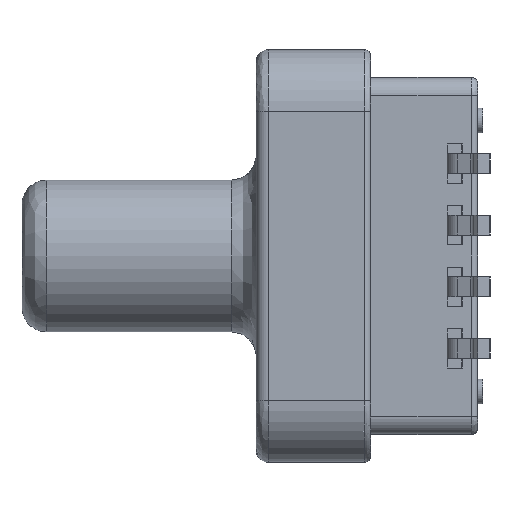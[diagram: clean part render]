
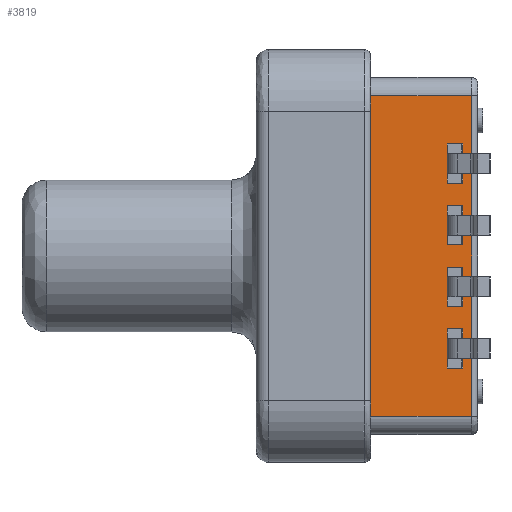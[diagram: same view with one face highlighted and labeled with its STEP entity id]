
A CAD part, left-side view. The second image highlights one B-rep face of the part: STEP entity #3819.
In plain terms, the highlighted planar face has unit normal (-1, 0, 0).
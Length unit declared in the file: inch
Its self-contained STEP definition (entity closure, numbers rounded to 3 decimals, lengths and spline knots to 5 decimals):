
#810 = FACE_OUTER_BOUND ( 'NONE', #6483, .T. ) ;
#836 = ORIENTED_EDGE ( 'NONE', *, *, #7202, .F. ) ;
#979 = DIRECTION ( 'NONE',  ( 0., 1., 0. ) ) ;
#1139 = LINE ( 'NONE', #4192, #7578 ) ;
#1251 = VECTOR ( 'NONE', #979, 39.37008 ) ;
#1479 = LINE ( 'NONE', #4483, #1251 ) ;
#1490 = CARTESIAN_POINT ( 'NONE',  ( -0.145, 0.097, 0. ) ) ;
#2233 = CARTESIAN_POINT ( 'NONE',  ( -0.145, 0.097, 0.13 ) ) ;
#2354 = DIRECTION ( 'NONE',  ( 0., 0., 1. ) ) ;
#2389 = DIRECTION ( 'NONE',  ( -1., 0., 0. ) ) ;
#3530 = CARTESIAN_POINT ( 'NONE',  ( -0.145, 0.015, -0.13 ) ) ;
#3740 = CARTESIAN_POINT ( 'NONE',  ( -0.145, 0.097, -0.13 ) ) ;
#3819 = ADVANCED_FACE ( 'NONE', ( #810 ), #7301, .T. ) ;
#4168 = DIRECTION ( 'NONE',  ( 0., 0., 1. ) ) ;
#4192 = CARTESIAN_POINT ( 'NONE',  ( -0.145, 0.015, -0.13 ) ) ;
#4275 = ORIENTED_EDGE ( 'NONE', *, *, #4620, .T. ) ;
#4295 = AXIS2_PLACEMENT_3D ( 'NONE', #6595, #2389, #2354 ) ;
#4300 = LINE ( 'NONE', #3740, #4616 ) ;
#4325 = ORIENTED_EDGE ( 'NONE', *, *, #5387, .T. ) ;
#4368 = DIRECTION ( 'NONE',  ( 0., 0., 1. ) ) ;
#4370 = VERTEX_POINT ( 'NONE', #5307 ) ;
#4419 = DIRECTION ( 'NONE',  ( 0., -1., 0. ) ) ;
#4483 = CARTESIAN_POINT ( 'NONE',  ( -0.145, 0.097, 0.13 ) ) ;
#4616 = VECTOR ( 'NONE', #4419, 39.37008 ) ;
#4620 = EDGE_CURVE ( 'NONE', #7002, #4370, #1139, .T. ) ;
#5307 = CARTESIAN_POINT ( 'NONE',  ( -0.145, 0.015, 0.13 ) ) ;
#5309 = VERTEX_POINT ( 'NONE', #7209 ) ;
#5387 = EDGE_CURVE ( 'NONE', #5309, #7002, #4300, .T. ) ;
#5492 = LINE ( 'NONE', #1490, #6378 ) ;
#6378 = VECTOR ( 'NONE', #4368, 39.37008 ) ;
#6483 = EDGE_LOOP ( 'NONE', ( #7233, #836, #4325, #4275 ) ) ;
#6595 = CARTESIAN_POINT ( 'NONE',  ( -0.145, 0.097, -0.13 ) ) ;
#7002 = VERTEX_POINT ( 'NONE', #3530 ) ;
#7160 = VERTEX_POINT ( 'NONE', #2233 ) ;
#7202 = EDGE_CURVE ( 'NONE', #5309, #7160, #5492, .T. ) ;
#7209 = CARTESIAN_POINT ( 'NONE',  ( -0.145, 0.097, -0.13 ) ) ;
#7233 = ORIENTED_EDGE ( 'NONE', *, *, #8314, .T. ) ;
#7301 = PLANE ( 'NONE',  #4295 ) ;
#7578 = VECTOR ( 'NONE', #4168, 39.37008 ) ;
#8314 = EDGE_CURVE ( 'NONE', #4370, #7160, #1479, .T. ) ;
